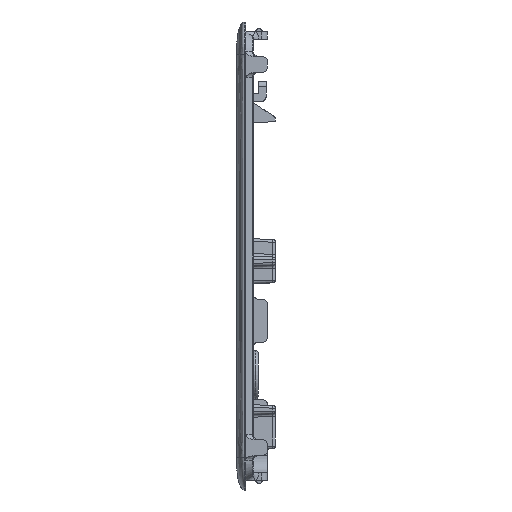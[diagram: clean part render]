
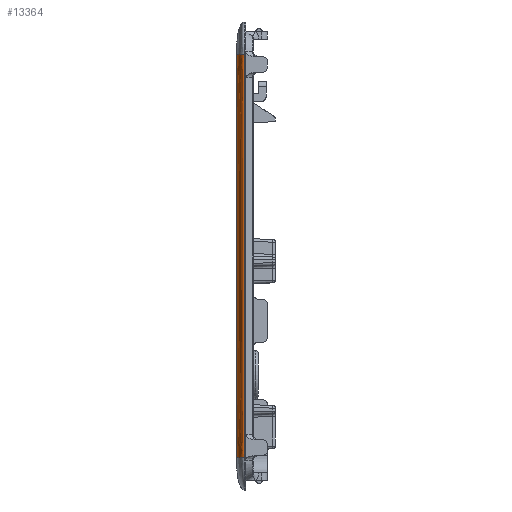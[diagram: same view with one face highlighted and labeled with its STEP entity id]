
A CAD part, left-side view. The second image highlights one B-rep face of the part: STEP entity #13364.
In plain terms, the highlighted free-form (B-spline) face has degree [2, 3] with [3, 4] control points.
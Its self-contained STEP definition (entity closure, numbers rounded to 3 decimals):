
#517 = FACE_OUTER_BOUND ( 'NONE', #12705, .T. ) ;
#1525 = CARTESIAN_POINT ( 'NONE',  ( -50.353, 1.7, 12.451 ) ) ;
#1874 = CARTESIAN_POINT ( 'NONE',  ( -50.353, 0.2, -37.353 ) ) ;
#2007 = CARTESIAN_POINT ( 'NONE',  ( -50.353, 0.2, 12.451 ) ) ;
#3548 = CARTESIAN_POINT ( 'NONE',  ( -45.353, 1.7, -12.451 ) ) ;
#3680 = ORIENTED_EDGE ( 'NONE', *, *, #10214, .F. ) ;
#3807 = CARTESIAN_POINT ( 'NONE',  ( -50.353, 0.2, -37.353 ) ) ;
#4096 = CARTESIAN_POINT ( 'NONE',  ( -45.353, 1.7, 12.451 ) ) ;
#4478 = CARTESIAN_POINT ( 'NONE',  ( -50.353, 1.7, -37.353 ) ) ;
#4636 = CARTESIAN_POINT ( 'NONE',  ( -50.353, 1.7, -12.451 ) ) ;
#4830 = CARTESIAN_POINT ( 'NONE',  ( -45.353, 1.7, -37.353 ) ) ;
#4840 = ORIENTED_EDGE ( 'NONE', *, *, #11909, .F. ) ;
#5445 = EDGE_CURVE ( 'NONE', #6019, #11362, #7195, .T. ) ;
#5846 = CARTESIAN_POINT ( 'NONE',  ( -50.353, 1.7, -37.353 ) ) ;
#5910 = CARTESIAN_POINT ( 'NONE',  ( -50.353, 0.2, 12.451 ) ) ;
#6019 = VERTEX_POINT ( 'NONE', #8676 ) ;
#7195 =( BOUNDED_CURVE ( )  B_SPLINE_CURVE ( 2, ( #10323, #12428, #9118 ),
 .UNSPECIFIED., .F., .F. ) 
 B_SPLINE_CURVE_WITH_KNOTS ( ( 3, 3 ),
 ( 0., 1. ),
 .UNSPECIFIED. ) 
 CURVE ( )  GEOMETRIC_REPRESENTATION_ITEM ( )  RATIONAL_B_SPLINE_CURVE ( ( 1., 0.707, 1. ) ) 
 REPRESENTATION_ITEM ( '' )  );
#7540 =( BOUNDED_SURFACE ( )  B_SPLINE_SURFACE ( 2, 3, ( 
 ( #13106, #5910, #10053, #12839 ),
 ( #12031, #1525, #4636, #5846 ),
 ( #10797, #9985, #3548, #4830 ) ),
 .UNSPECIFIED., .F., .F., .F. ) 
 B_SPLINE_SURFACE_WITH_KNOTS ( ( 3, 3 ),
 ( 4, 4 ),
 ( 0., 1. ),
 ( -0.037, 0.037 ),
 .UNSPECIFIED. ) 
 GEOMETRIC_REPRESENTATION_ITEM ( )  RATIONAL_B_SPLINE_SURFACE ( (
 ( 1., 1., 1., 1.),
 ( 0.707, 0.707, 0.707, 0.707),
 ( 1., 1., 1., 1.) ) ) 
 REPRESENTATION_ITEM ( '' )  SURFACE ( )  );
#8236 = ORIENTED_EDGE ( 'NONE', *, *, #5445, .F. ) ;
#8239 = CARTESIAN_POINT ( 'NONE',  ( -45.353, 1.7, 37.353 ) ) ;
#8264 = EDGE_CURVE ( 'NONE', #11468, #10785, #10834, .T. ) ;
#8319 = CARTESIAN_POINT ( 'NONE',  ( -45.353, 1.7, -37.353 ) ) ;
#8335 = B_SPLINE_CURVE_WITH_KNOTS ( 'NONE', 3,
 ( #12315, #13388, #4096, #8239 ),
 .UNSPECIFIED., .F., .F.,
 ( 4, 4 ),
 ( 0., 1. ),
 .UNSPECIFIED. ) ;
#8676 = CARTESIAN_POINT ( 'NONE',  ( -45.353, 1.7, 37.353 ) ) ;
#9118 = CARTESIAN_POINT ( 'NONE',  ( -50.353, 0.2, 37.353 ) ) ;
#9125 = ORIENTED_EDGE ( 'NONE', *, *, #8264, .T. ) ;
#9166 = B_SPLINE_CURVE_WITH_KNOTS ( 'NONE', 3,
 ( #13330, #2007, #11372, #12260 ),
 .UNSPECIFIED., .F., .F.,
 ( 4, 4 ),
 ( 0., 1. ),
 .UNSPECIFIED. ) ;
#9985 = CARTESIAN_POINT ( 'NONE',  ( -45.353, 1.7, 12.451 ) ) ;
#10053 = CARTESIAN_POINT ( 'NONE',  ( -50.353, 0.2, -12.451 ) ) ;
#10214 = EDGE_CURVE ( 'NONE', #11362, #10785, #9166, .T. ) ;
#10323 = CARTESIAN_POINT ( 'NONE',  ( -45.353, 1.7, 37.353 ) ) ;
#10785 = VERTEX_POINT ( 'NONE', #1874 ) ;
#10797 = CARTESIAN_POINT ( 'NONE',  ( -45.353, 1.7, 37.353 ) ) ;
#10834 =( BOUNDED_CURVE ( )  B_SPLINE_CURVE ( 2, ( #11604, #4478, #3807 ),
 .UNSPECIFIED., .F., .F. ) 
 B_SPLINE_CURVE_WITH_KNOTS ( ( 3, 3 ),
 ( 0., 1. ),
 .UNSPECIFIED. ) 
 CURVE ( )  GEOMETRIC_REPRESENTATION_ITEM ( )  RATIONAL_B_SPLINE_CURVE ( ( 1., 0.707, 1. ) ) 
 REPRESENTATION_ITEM ( '' )  );
#11362 = VERTEX_POINT ( 'NONE', #12128 ) ;
#11372 = CARTESIAN_POINT ( 'NONE',  ( -50.353, 0.2, -12.451 ) ) ;
#11468 = VERTEX_POINT ( 'NONE', #8319 ) ;
#11604 = CARTESIAN_POINT ( 'NONE',  ( -45.353, 1.7, -37.353 ) ) ;
#11909 = EDGE_CURVE ( 'NONE', #11468, #6019, #8335, .T. ) ;
#12031 = CARTESIAN_POINT ( 'NONE',  ( -50.353, 1.7, 37.353 ) ) ;
#12128 = CARTESIAN_POINT ( 'NONE',  ( -50.353, 0.2, 37.353 ) ) ;
#12260 = CARTESIAN_POINT ( 'NONE',  ( -50.353, 0.2, -37.353 ) ) ;
#12315 = CARTESIAN_POINT ( 'NONE',  ( -45.353, 1.7, -37.353 ) ) ;
#12428 = CARTESIAN_POINT ( 'NONE',  ( -50.353, 1.7, 37.353 ) ) ;
#12705 = EDGE_LOOP ( 'NONE', ( #9125, #3680, #8236, #4840 ) ) ;
#12839 = CARTESIAN_POINT ( 'NONE',  ( -50.353, 0.2, -37.353 ) ) ;
#13106 = CARTESIAN_POINT ( 'NONE',  ( -50.353, 0.2, 37.353 ) ) ;
#13330 = CARTESIAN_POINT ( 'NONE',  ( -50.353, 0.2, 37.353 ) ) ;
#13364 = ADVANCED_FACE ( 'NONE', ( #517 ), #7540, .T. ) ;
#13388 = CARTESIAN_POINT ( 'NONE',  ( -45.353, 1.7, -12.451 ) ) ;
